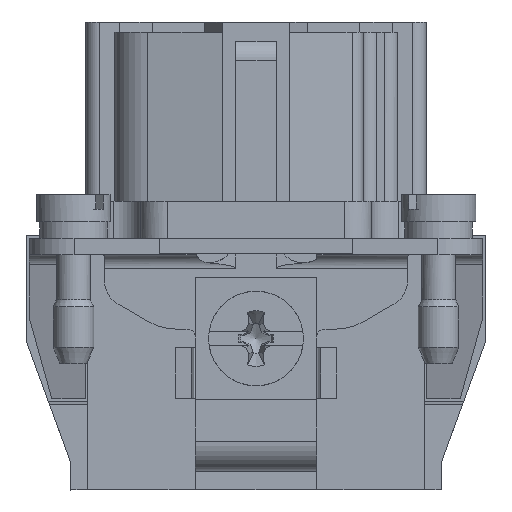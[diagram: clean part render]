
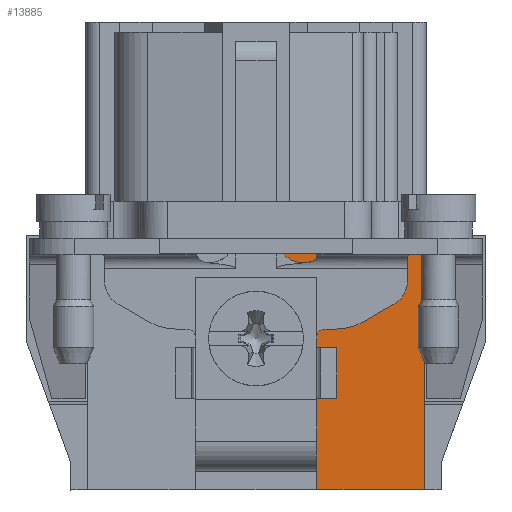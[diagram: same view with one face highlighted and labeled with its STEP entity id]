
A CAD part, left-side view. The second image highlights one B-rep face of the part: STEP entity #13885.
In plain terms, the highlighted planar face has unit normal (-1, 0, 0).
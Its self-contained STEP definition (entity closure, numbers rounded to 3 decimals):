
#11307=PLANE('',#45228);
#12331=FACE_OUTER_BOUND('',#16446,.T.);
#13885=ADVANCED_FACE('',(#12331),#11307,.T.);
#16446=EDGE_LOOP('',(#18935,#18936,#18937,#18938,#18939,#18940,#18941,#18942,
#18943,#18944,#18945,#18946,#18947,#18948,#18949,#18950,#18951,#18952,#18953,
#18954));
#18935=ORIENTED_EDGE('',*,*,#31380,.F.);
#18936=ORIENTED_EDGE('',*,*,#31381,.F.);
#18937=ORIENTED_EDGE('',*,*,#31382,.F.);
#18938=ORIENTED_EDGE('',*,*,#31383,.T.);
#18939=ORIENTED_EDGE('',*,*,#31384,.F.);
#18940=ORIENTED_EDGE('',*,*,#31385,.F.);
#18941=ORIENTED_EDGE('',*,*,#31386,.F.);
#18942=ORIENTED_EDGE('',*,*,#31387,.T.);
#18943=ORIENTED_EDGE('',*,*,#31388,.T.);
#18944=ORIENTED_EDGE('',*,*,#31389,.T.);
#18945=ORIENTED_EDGE('',*,*,#31390,.F.);
#18946=ORIENTED_EDGE('',*,*,#31391,.F.);
#18947=ORIENTED_EDGE('',*,*,#31392,.F.);
#18948=ORIENTED_EDGE('',*,*,#31393,.F.);
#18949=ORIENTED_EDGE('',*,*,#31394,.F.);
#18950=ORIENTED_EDGE('',*,*,#31395,.F.);
#18951=ORIENTED_EDGE('',*,*,#31396,.T.);
#18952=ORIENTED_EDGE('',*,*,#31397,.F.);
#18953=ORIENTED_EDGE('',*,*,#31398,.F.);
#18954=ORIENTED_EDGE('',*,*,#31399,.F.);
#28230=VERTEX_POINT('',#57453);
#28231=VERTEX_POINT('',#57454);
#28232=VERTEX_POINT('',#57456);
#28233=VERTEX_POINT('',#57458);
#28234=VERTEX_POINT('',#57460);
#28235=VERTEX_POINT('',#57462);
#28236=VERTEX_POINT('',#57464);
#28237=VERTEX_POINT('',#57466);
#28238=VERTEX_POINT('',#57468);
#28239=VERTEX_POINT('',#57470);
#28240=VERTEX_POINT('',#57472);
#28241=VERTEX_POINT('',#57474);
#28242=VERTEX_POINT('',#57476);
#28243=VERTEX_POINT('',#57478);
#28244=VERTEX_POINT('',#57480);
#28245=VERTEX_POINT('',#57482);
#28246=VERTEX_POINT('',#57484);
#28247=VERTEX_POINT('',#57486);
#28248=VERTEX_POINT('',#57488);
#28249=VERTEX_POINT('',#57490);
#31380=EDGE_CURVE('',#28230,#28231,#37616,.T.);
#31381=EDGE_CURVE('',#28232,#28230,#37617,.T.);
#31382=EDGE_CURVE('',#28233,#28232,#37618,.T.);
#31383=EDGE_CURVE('',#28233,#28234,#37619,.T.);
#31384=EDGE_CURVE('',#28235,#28234,#37620,.T.);
#31385=EDGE_CURVE('',#28236,#28235,#37621,.T.);
#31386=EDGE_CURVE('',#28237,#28236,#37622,.T.);
#31387=EDGE_CURVE('',#28237,#28238,#37623,.T.);
#31388=EDGE_CURVE('',#28238,#28239,#36543,.T.);
#31389=EDGE_CURVE('',#28239,#28240,#37624,.T.);
#31390=EDGE_CURVE('',#28241,#28240,#37625,.T.);
#31391=EDGE_CURVE('',#28242,#28241,#37626,.T.);
#31392=EDGE_CURVE('',#28243,#28242,#36544,.T.);
#31393=EDGE_CURVE('',#28244,#28243,#37627,.T.);
#31394=EDGE_CURVE('',#28245,#28244,#36545,.T.);
#31395=EDGE_CURVE('',#28246,#28245,#37628,.T.);
#31396=EDGE_CURVE('',#28246,#28247,#36546,.T.);
#31397=EDGE_CURVE('',#28248,#28247,#37629,.T.);
#31398=EDGE_CURVE('',#28249,#28248,#37630,.T.);
#31399=EDGE_CURVE('',#28231,#28249,#35690,.T.);
#35690=B_SPLINE_CURVE_WITH_KNOTS('',3,(#57491,#57492,#57493,#57494,#57495,
#57496,#57497,#57498,#57499,#57500),.UNSPECIFIED.,.F.,.F.,(4,3,3,4),(0.,
0.123,0.825,1.),.UNSPECIFIED.);
#36543=CIRCLE('',#45224,2.);
#36544=CIRCLE('',#45225,2.);
#36545=CIRCLE('',#45226,4.);
#36546=CIRCLE('',#45227,0.6);
#37616=LINE('',#57452,#40410);
#37617=LINE('',#57455,#40411);
#37618=LINE('',#57457,#40412);
#37619=LINE('',#57459,#40413);
#37620=LINE('',#57461,#40414);
#37621=LINE('',#57463,#40415);
#37622=LINE('',#57465,#40416);
#37623=LINE('',#57467,#40417);
#37624=LINE('',#57471,#40418);
#37625=LINE('',#57473,#40419);
#37626=LINE('',#57475,#40420);
#37627=LINE('',#57479,#40421);
#37628=LINE('',#57483,#40422);
#37629=LINE('',#57487,#40423);
#37630=LINE('',#57489,#40424);
#40410=VECTOR('',#48006,1.);
#40411=VECTOR('',#48007,1.);
#40412=VECTOR('',#48008,1.);
#40413=VECTOR('',#48009,1.);
#40414=VECTOR('',#48010,1.);
#40415=VECTOR('',#48011,1.);
#40416=VECTOR('',#48012,1.);
#40417=VECTOR('',#48013,1.);
#40418=VECTOR('',#48016,1.);
#40419=VECTOR('',#48017,1.);
#40420=VECTOR('',#48018,1.);
#40421=VECTOR('',#48021,1.);
#40422=VECTOR('',#48024,1.);
#40423=VECTOR('',#48027,1.);
#40424=VECTOR('',#48028,1.);
#45224=AXIS2_PLACEMENT_3D('',#57469,#48014,#48015);
#45225=AXIS2_PLACEMENT_3D('',#57477,#48019,#48020);
#45226=AXIS2_PLACEMENT_3D('',#57481,#48022,#48023);
#45227=AXIS2_PLACEMENT_3D('',#57485,#48025,#48026);
#45228=AXIS2_PLACEMENT_3D('',#57501,#48029,#48030);
#48006=DIRECTION('',(0.,-1.,0.));
#48007=DIRECTION('',(0.,0.,1.));
#48008=DIRECTION('',(0.,0.,1.));
#48009=DIRECTION('',(0.,-1.,0.));
#48010=DIRECTION('',(0.,0.,-1.));
#48011=DIRECTION('',(0.,-1.,0.));
#48012=DIRECTION('',(0.,0.,1.));
#48013=DIRECTION('',(0.,1.,0.));
#48014=DIRECTION('',(-1.,0.,0.));
#48015=DIRECTION('',(0.,0.,1.));
#48016=DIRECTION('',(0.,0.,1.));
#48017=DIRECTION('',(0.,1.,0.));
#48018=DIRECTION('',(0.,0.,1.));
#48019=DIRECTION('',(-1.,0.,0.));
#48020=DIRECTION('',(0.,0.,1.));
#48021=DIRECTION('',(0.,-0.866,0.5));
#48022=DIRECTION('',(-1.,0.,0.));
#48023=DIRECTION('',(0.,0.,1.));
#48024=DIRECTION('',(0.,-1.,0.));
#48025=DIRECTION('',(-1.,0.,0.));
#48026=DIRECTION('',(0.,0.,1.));
#48027=DIRECTION('',(0.,0.,1.));
#48028=DIRECTION('',(0.,1.,0.));
#48029=DIRECTION('',(-1.,0.,0.));
#48030=DIRECTION('',(0.,0.,-1.));
#57452=CARTESIAN_POINT('',(-21.375,-12.45,-10.6));
#57453=CARTESIAN_POINT('',(-21.375,-4.5,-10.6));
#57454=CARTESIAN_POINT('',(-21.375,-5.216,-10.6));
#57455=CARTESIAN_POINT('',(-21.375,-4.5,-2.));
#57456=CARTESIAN_POINT('',(-21.375,-4.5,-15.859));
#57457=CARTESIAN_POINT('',(-21.375,-4.5,-2.));
#57458=CARTESIAN_POINT('',(-21.375,-4.5,-17.4));
#57459=CARTESIAN_POINT('',(-21.375,-12.45,-17.4));
#57460=CARTESIAN_POINT('',(-21.375,-12.45,-17.4));
#57461=CARTESIAN_POINT('',(-21.375,-12.45,-17.4));
#57462=CARTESIAN_POINT('',(-21.375,-12.45,1.2));
#57463=CARTESIAN_POINT('',(-21.375,0.,1.2));
#57464=CARTESIAN_POINT('',(-21.375,-4.575,1.2));
#57465=CARTESIAN_POINT('',(-21.375,-4.575,0.05));
#57466=CARTESIAN_POINT('',(-21.375,-4.575,0.05));
#57467=CARTESIAN_POINT('',(-21.375,0.,0.05));
#57468=CARTESIAN_POINT('',(-21.375,-2.024,0.05));
#57469=CARTESIAN_POINT('',(-21.375,-3.5,1.4));
#57470=CARTESIAN_POINT('',(-21.375,-4.5,-0.332));
#57471=CARTESIAN_POINT('',(-21.375,-4.5,-17.4));
#57472=CARTESIAN_POINT('',(-21.375,-4.5,-0.031));
#57473=CARTESIAN_POINT('',(-21.375,-17.788,-0.031));
#57474=CARTESIAN_POINT('',(-21.375,-11.2,-0.031));
#57475=CARTESIAN_POINT('',(-21.375,-11.2,-17.4));
#57476=CARTESIAN_POINT('',(-21.375,-11.2,-1.92));
#57477=CARTESIAN_POINT('',(-21.375,-9.2,-1.92));
#57478=CARTESIAN_POINT('',(-21.375,-10.2,-3.652));
#57479=CARTESIAN_POINT('',(-21.375,-5.935,-6.115));
#57480=CARTESIAN_POINT('',(-21.375,-7.928,-4.964));
#57481=CARTESIAN_POINT('',(-21.375,-5.928,-1.5));
#57482=CARTESIAN_POINT('',(-21.375,-5.928,-5.5));
#57483=CARTESIAN_POINT('',(-21.375,-12.45,-5.5));
#57484=CARTESIAN_POINT('',(-21.375,-5.1,-5.5));
#57485=CARTESIAN_POINT('',(-21.375,-5.1,-6.1));
#57486=CARTESIAN_POINT('',(-21.375,-4.5,-6.1));
#57487=CARTESIAN_POINT('',(-21.375,-4.5,-17.4));
#57488=CARTESIAN_POINT('',(-21.375,-4.5,-6.9));
#57489=CARTESIAN_POINT('',(-21.375,-12.45,-6.9));
#57490=CARTESIAN_POINT('',(-21.375,-5.216,-6.9));
#57491=CARTESIAN_POINT('',(-21.375,-5.216,-10.6));
#57492=CARTESIAN_POINT('',(-21.375,-5.216,-10.449));
#57493=CARTESIAN_POINT('',(-21.375,-5.216,-10.297));
#57494=CARTESIAN_POINT('',(-21.375,-5.216,-10.146));
#57495=CARTESIAN_POINT('',(-21.375,-5.216,-9.279));
#57496=CARTESIAN_POINT('',(-21.375,-5.216,-8.413));
#57497=CARTESIAN_POINT('',(-21.375,-5.216,-7.546));
#57498=CARTESIAN_POINT('',(-21.375,-5.216,-7.331));
#57499=CARTESIAN_POINT('',(-21.375,-5.216,-7.115));
#57500=CARTESIAN_POINT('',(-21.375,-5.216,-6.9));
#57501=CARTESIAN_POINT('',(-21.375,-12.45,-17.4));
